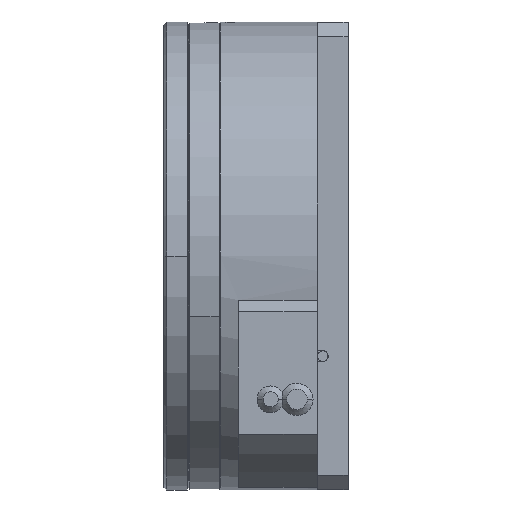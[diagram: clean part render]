
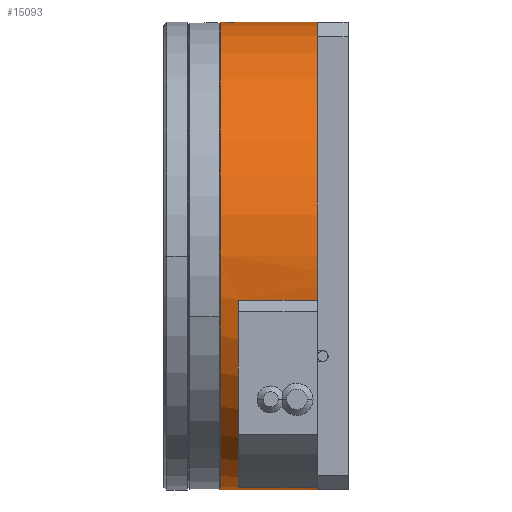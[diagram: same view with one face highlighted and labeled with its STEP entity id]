
A CAD part, left-side view. The second image highlights one B-rep face of the part: STEP entity #15093.
In plain terms, the highlighted cylindrical face has radius 80 mm (diameter 160 mm), a partial arc.
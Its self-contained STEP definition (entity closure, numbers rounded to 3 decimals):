
#694 = CARTESIAN_POINT ( 'NONE',  ( 80., 43.8, -80. ) ) ;
#900 = LINE ( 'NONE', #10661, #3206 ) ;
#1319 = ORIENTED_EDGE ( 'NONE', *, *, #1439, .T. ) ;
#1370 = DIRECTION ( 'NONE',  ( 0., 0., -1. ) ) ;
#1439 = EDGE_CURVE ( 'NONE', #3158, #15562, #8308, .T. ) ;
#1508 = DIRECTION ( 'NONE',  ( 0., 0., -1. ) ) ;
#1735 = CARTESIAN_POINT ( 'NONE',  ( 80., 10.5, -160. ) ) ;
#1963 = ORIENTED_EDGE ( 'NONE', *, *, #9370, .T. ) ;
#2255 = VECTOR ( 'NONE', #13172, 1000. ) ;
#2411 = VERTEX_POINT ( 'NONE', #6560 ) ;
#2771 = CARTESIAN_POINT ( 'NONE',  ( 80., 37.5, -80. ) ) ;
#3143 = DIRECTION ( 'NONE',  ( 0., 1., 0. ) ) ;
#3158 = VERTEX_POINT ( 'NONE', #16367 ) ;
#3206 = VECTOR ( 'NONE', #11866, 1000. ) ;
#3549 = AXIS2_PLACEMENT_3D ( 'NONE', #9443, #16074, #1370 ) ;
#3577 = AXIS2_PLACEMENT_3D ( 'NONE', #2771, #16304, #6749 ) ;
#3945 = EDGE_CURVE ( 'NONE', #10938, #11234, #900, .T. ) ;
#4118 = EDGE_LOOP ( 'NONE', ( #6060, #9400, #7593, #6762, #1963, #10952, #10502, #1319, #6861 ) ) ;
#4407 = VERTEX_POINT ( 'NONE', #8567 ) ;
#4898 = CARTESIAN_POINT ( 'NONE',  ( 80., 43.8, -160. ) ) ;
#5232 = LINE ( 'NONE', #11430, #7096 ) ;
#5252 = VECTOR ( 'NONE', #3143, 1000. ) ;
#5307 = VERTEX_POINT ( 'NONE', #1735 ) ;
#5375 = EDGE_CURVE ( 'NONE', #9444, #3158, #5232, .T. ) ;
#5754 = CARTESIAN_POINT ( 'NONE',  ( 1.435, 37.5, -95.085 ) ) ;
#6060 = ORIENTED_EDGE ( 'NONE', *, *, #3945, .F. ) ;
#6258 = CIRCLE ( 'NONE', #7056, 80. ) ;
#6297 = LINE ( 'NONE', #15094, #5252 ) ;
#6560 = CARTESIAN_POINT ( 'NONE',  ( 67.39, 10.5, -159. ) ) ;
#6749 = DIRECTION ( 'NONE',  ( 0., 0., -1. ) ) ;
#6762 = ORIENTED_EDGE ( 'NONE', *, *, #14375, .T. ) ;
#6861 = ORIENTED_EDGE ( 'NONE', *, *, #10600, .T. ) ;
#7056 = AXIS2_PLACEMENT_3D ( 'NONE', #10278, #15500, #8804 ) ;
#7096 = VECTOR ( 'NONE', #14171, 1000. ) ;
#7593 = ORIENTED_EDGE ( 'NONE', *, *, #15605, .T. ) ;
#7749 = AXIS2_PLACEMENT_3D ( 'NONE', #14811, #8229, #1508 ) ;
#8229 = DIRECTION ( 'NONE',  ( 0., 1., 0. ) ) ;
#8308 = CIRCLE ( 'NONE', #7749, 80. ) ;
#8514 = DIRECTION ( 'NONE',  ( 0., 0., -1. ) ) ;
#8567 = CARTESIAN_POINT ( 'NONE',  ( 80., 43.8, -160. ) ) ;
#8632 = CARTESIAN_POINT ( 'NONE',  ( 0., 10.5, -80. ) ) ;
#8804 = DIRECTION ( 'NONE',  ( 0., 0., -1. ) ) ;
#9152 = FACE_OUTER_BOUND ( 'NONE', #4118, .T. ) ;
#9370 = EDGE_CURVE ( 'NONE', #2411, #15084, #6297, .T. ) ;
#9400 = ORIENTED_EDGE ( 'NONE', *, *, #12369, .T. ) ;
#9443 = CARTESIAN_POINT ( 'NONE',  ( 80., 10.5, -80. ) ) ;
#9444 = VERTEX_POINT ( 'NONE', #5754 ) ;
#10278 = CARTESIAN_POINT ( 'NONE',  ( 80., 10.5, -80. ) ) ;
#10502 = ORIENTED_EDGE ( 'NONE', *, *, #5375, .T. ) ;
#10600 = EDGE_CURVE ( 'NONE', #15562, #11234, #6258, .T. ) ;
#10661 = CARTESIAN_POINT ( 'NONE',  ( 80., 43.8, 0. ) ) ;
#10938 = VERTEX_POINT ( 'NONE', #12454 ) ;
#10952 = ORIENTED_EDGE ( 'NONE', *, *, #15821, .T. ) ;
#11234 = VERTEX_POINT ( 'NONE', #15942 ) ;
#11321 = CARTESIAN_POINT ( 'NONE',  ( 67.39, 37.5, -159. ) ) ;
#11329 = CIRCLE ( 'NONE', #3549, 80. ) ;
#11430 = CARTESIAN_POINT ( 'NONE',  ( 1.435, 43.8, -95.085 ) ) ;
#11726 = CARTESIAN_POINT ( 'NONE',  ( 80., 43.8, -80. ) ) ;
#11866 = DIRECTION ( 'NONE',  ( 0., -1., 0. ) ) ;
#12024 = CIRCLE ( 'NONE', #13087, 80. ) ;
#12369 = EDGE_CURVE ( 'NONE', #10938, #4407, #12024, .T. ) ;
#12454 = CARTESIAN_POINT ( 'NONE',  ( 80., 43.8, 0. ) ) ;
#12723 = DIRECTION ( 'NONE',  ( 0., -1., 0. ) ) ;
#13087 = AXIS2_PLACEMENT_3D ( 'NONE', #694, #12723, #8514 ) ;
#13172 = DIRECTION ( 'NONE',  ( 0., -1., 0. ) ) ;
#13632 = DIRECTION ( 'NONE',  ( 0., -1., 0. ) ) ;
#14171 = DIRECTION ( 'NONE',  ( 0., -1., 0. ) ) ;
#14375 = EDGE_CURVE ( 'NONE', #5307, #2411, #11329, .T. ) ;
#14811 = CARTESIAN_POINT ( 'NONE',  ( 80., 10.5, -80. ) ) ;
#15084 = VERTEX_POINT ( 'NONE', #11321 ) ;
#15093 = ADVANCED_FACE ( 'NONE', ( #9152 ), #16096, .T. ) ;
#15094 = CARTESIAN_POINT ( 'NONE',  ( 67.39, 43.8, -159. ) ) ;
#15242 = CIRCLE ( 'NONE', #3577, 80. ) ;
#15500 = DIRECTION ( 'NONE',  ( 0., 1., 0. ) ) ;
#15562 = VERTEX_POINT ( 'NONE', #8632 ) ;
#15605 = EDGE_CURVE ( 'NONE', #4407, #5307, #15674, .T. ) ;
#15674 = LINE ( 'NONE', #4898, #2255 ) ;
#15821 = EDGE_CURVE ( 'NONE', #15084, #9444, #15242, .T. ) ;
#15942 = CARTESIAN_POINT ( 'NONE',  ( 80., 10.5, 0. ) ) ;
#16074 = DIRECTION ( 'NONE',  ( 0., 1., 0. ) ) ;
#16096 = CYLINDRICAL_SURFACE ( 'NONE', #16588, 80. ) ;
#16304 = DIRECTION ( 'NONE',  ( 0., 1., 0. ) ) ;
#16367 = CARTESIAN_POINT ( 'NONE',  ( 1.435, 10.5, -95.085 ) ) ;
#16550 = DIRECTION ( 'NONE',  ( 0., 0., -1. ) ) ;
#16588 = AXIS2_PLACEMENT_3D ( 'NONE', #11726, #13632, #16550 ) ;
